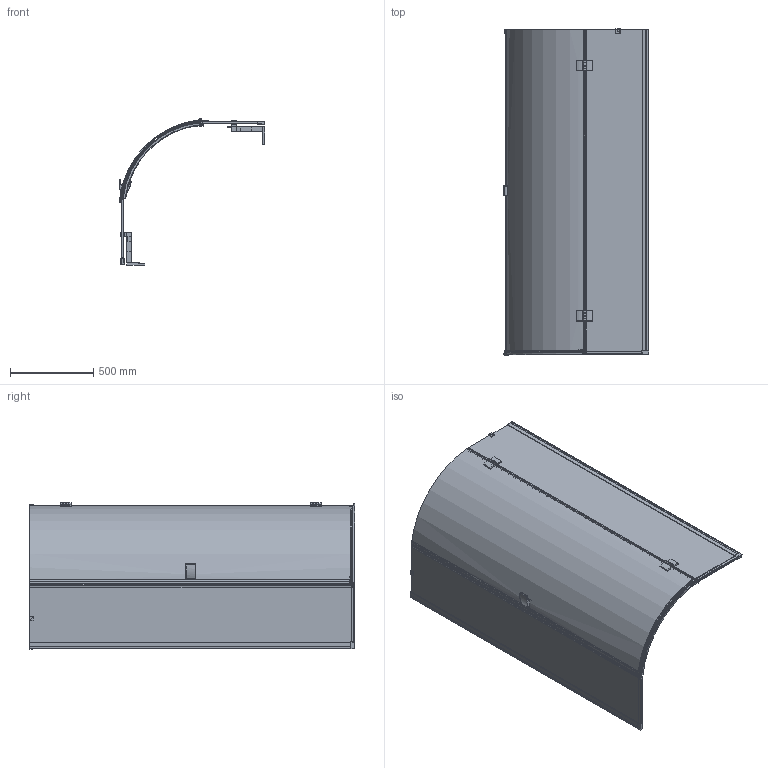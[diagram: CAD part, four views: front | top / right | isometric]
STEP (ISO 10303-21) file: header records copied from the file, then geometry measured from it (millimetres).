
FILE_DESCRIPTION((''),'2;1');
FILE_NAME('AQF90-870X870X1950_ASM','2019-04-28T',('admin'),(''),'PRO/ENGINEER BY PARAMETRIC TECHNOLOGY CORPORATION, 2010280','PRO/ENGINEER BY PARAMETRIC TECHNOLOGY CORPORATION, 2010280','');
FILE_SCHEMA(('CONFIG_CONTROL_DESIGN','SHAPE_APPEARANCE_LAYERS_GROUPS'));
Products named in the file (46): GB-8X373X1932; CC293X1926; CC303-1926; ID414-1926; CC293-CC303-ID414-R_ASM; CC308; AC680X363; CA250; CG291; CG293; CG292; CA250-155_ASM; DC402-1948-R; AQF92-GB-R_ASM; AC227; AC228; AC187; AC307; MC364_AF0; MC223-MC364_ASM; AC225-AQF90_ASM; DC553-8X373X1932; CC307; CA250-155-L_ASM; AC133-1948; CC293-CC303-ID414-L_ASM; AQF90-GB-L_ASM; SC650-8; BC037; SC651-8; AC039-725; XGZ-AQF82_ASM; AQF90HB-6X700X1932; AC133-1932; AC375; AC371; DC281-AQF90; AC838; SC043-670; AQF90HB_ASM ...
Assembly tree (61 placements, depth 4):
  AQF90-870X870X1950_ASM
    AQF92-GB-R_ASM
      GB-8X373X1932
      CC293-CC303-ID414-R_ASM
        CC293X1926
        CC303-1926
        ID414-1926
      CC308
      AC680X363
      CA250-155_ASM
        CA250
        CG291
        CG293
        CG292
      DC402-1948-R
    AC225-AQF90_ASM  x2
      AC227
      AC228
      AC187
      AC307
      MC223-MC364_ASM
        MC364_AF0
    AQF90-GB-L_ASM
      DC553-8X373X1932
      CC307
      AC680X363
      CA250-155-L_ASM
        CA250
        CG291
        CG293
        CG292
      AC133-1948
      CC293-CC303-ID414-L_ASM
        CC293X1926
        CC303-1926
        ID414-1926
    XGZ-AQF82_ASM
      SC650-8
      BC037  x2
      SC651-8
      AC039-725
    AQF90HB_ASM
      AQF90HB-6X700X1932
      AC133-1932
      AC375
      AC371
      DC281-AQF90
      AC838
      SC043-670
    NC790_ASM_ASM
      NC790_ASM_12_ASM
        NC792_13
        NC791_11
    CC299  x2
Bounding box: 871.87 x 1955.1 x 877.91 mm (x, y, z)
Volume: 22525189.2 mm3; surface area: 7578959.8 mm2
Topology: 58 solids, 63 shells, 1629 faces, 4017 edges, 2502 vertices
Faces by surface type: cylinder 549, plane 506, bspline 232, torus 229, cone 75, sphere 31, extrusion 6, revolution 1
Entity records: 54805 total; most frequent: CARTESIAN_POINT 19742, ORIENTED_EDGE 5678, DIRECTION 5229, EDGE_CURVE 2845, PRESENTATION_STYLE_ASSIGNMENT 2663, STYLED_ITEM 2663, CURVE_STYLE 2625, AXIS2_PLACEMENT_3D 2026
